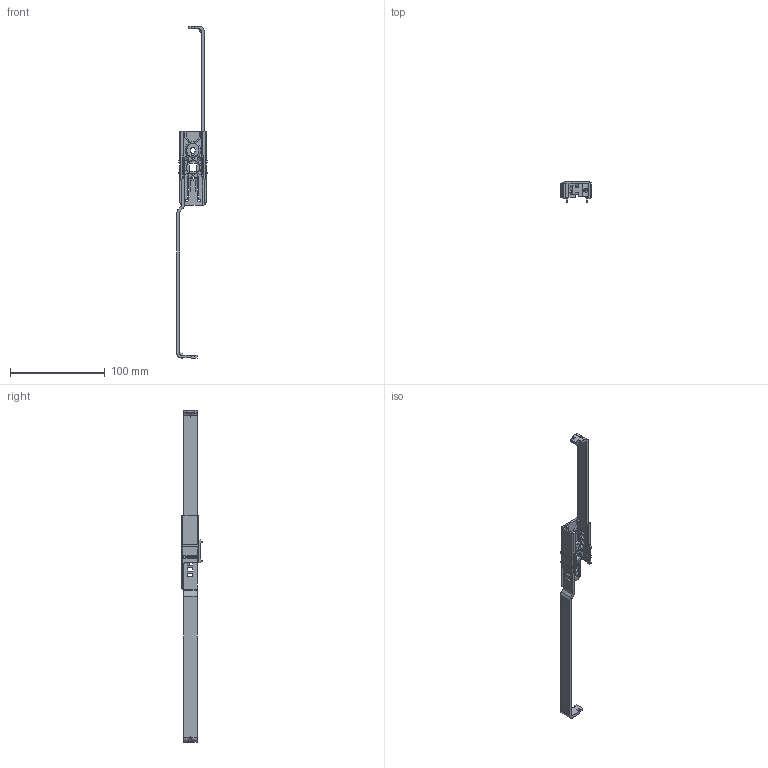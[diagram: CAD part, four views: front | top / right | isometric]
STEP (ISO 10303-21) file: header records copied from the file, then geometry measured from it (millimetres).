
FILE_DESCRIPTION((''),'2;1');
FILE_NAME('','2006-10-25T20:07:40',(''),(''),'','CADfix','');
FILE_SCHEMA(('AUTOMOTIVE_DESIGN { 1 0 10303 214 1 1 1 1 }'));
Length unit declared in the file: millimetre
Products named in the file (5): rod_2_mr; rod_1_mr; body_2_mr; body_1_mr; TEA_1160_U200_LI_20250_36
Assembly tree (4 placements, depth 2):
  TEA_1160_U200_LI_20250_36
    rod_2_mr
    rod_1_mr
    body_2_mr
    body_1_mr
Bounding box: 31.9 x 21.3 x 350 mm (x, y, z)
Volume: 24814 mm3; surface area: 24739.9 mm2
Topology: 4 solids, 4 shells, 433 faces, 1181 edges, 754 vertices
Faces by surface type: bspline 433
Entity records: 15007 total; most frequent: CARTESIAN_POINT 8168, ORIENTED_EDGE 2350, EDGE_CURVE 1175, VERTEX_POINT 754, QUASI_UNIFORM_CURVE 723, EDGE_LOOP 465, FACE_OUTER_BOUND 433, ADVANCED_FACE 433
